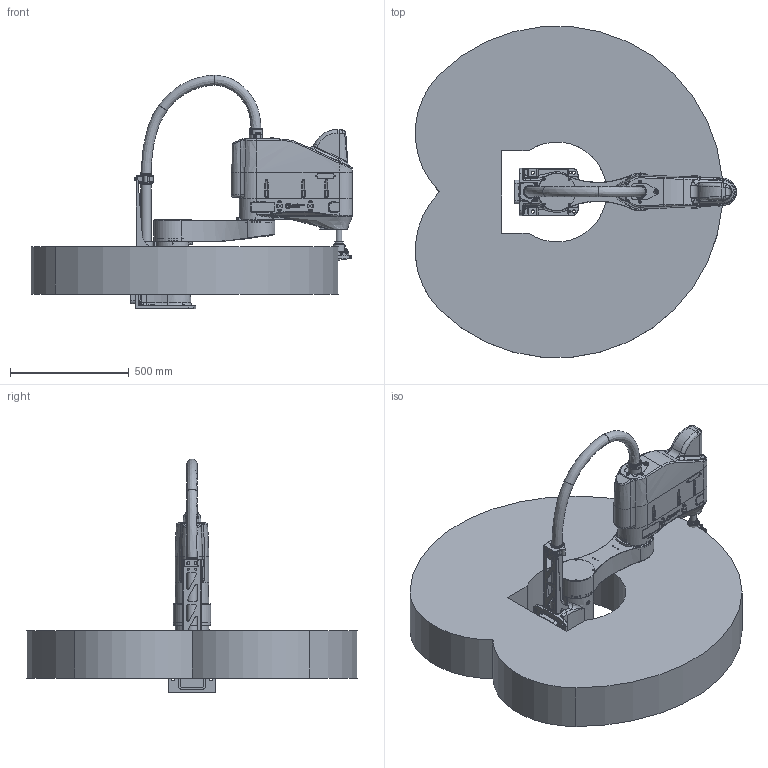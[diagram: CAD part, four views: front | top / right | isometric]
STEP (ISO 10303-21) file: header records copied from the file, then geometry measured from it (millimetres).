
FILE_DESCRIPTION(/* description */ ('Norm.iam Teamplte'),/* implementation_level */ '2;1');
FILE_NAME(/* name */ '3D-model_AT_00020-ATS_.stp',/* time_stamp */ '2024-03-12T14:26:31+01:00',/* author */ ('josha-tim.penalver'),/* organization */ (''),/* preprocessor_version */ 'ST-DEVELOPER v19.2',/* originating_system */ 'Autodesk Inventor 2023',/* authorisation */ '');
FILE_SCHEMA (('AUTOMOTIVE_DESIGN { 1 0 10303 214 3 1 1 }'));
Products named in the file (10): AT_00020-ATS_DUMMY sCara4-ATS-700-6kg; MT_WST00114855 Dummy Grundgestell; MT_WST00109347 Dummy Schwinge; MT_WST00109395 Dummy Arm; MT_WST00109288 Dummy Handachse; MT_WST00068449MT_WST; MT_WST00068450MT_WST; MT_WST00110968 Kabelbaum; MT_WST00110995 Halterung; MT_WST00109312 Arbeitsbereich
Assembly tree (11 placements, depth 2):
  AT_00020-ATS_DUMMY sCara4-ATS-700-6kg
    MT_WST00114855 Dummy Grundgestell
    MT_WST00109347 Dummy Schwinge
    MT_WST00109395 Dummy Arm
    MT_WST00109288 Dummy Handachse
    MT_WST00068449MT_WST  x2
    MT_WST00068450MT_WST  x2
    MT_WST00110968 Kabelbaum
    MT_WST00110995 Halterung
    MT_WST00109312 Arbeitsbereich
Bounding box: 1353.66 x 1394.67 x 985 mm (x, y, z)
Volume: 294853356.5 mm3; surface area: 5617125.9 mm2
Topology: 15 solids, 17 shells, 2687 faces, 6689 edges, 4225 vertices
Faces by surface type: plane 1070, cylinder 871, bspline 380, cone 223, torus 127, sphere 16
Full cylindrical faces by diameter (mm): 3 x1, 3.242 x50, 3.8 x1, 4 x13, 4.134 x14, 4.917 x10, 5 x1, 6 x11, 6.5 x4, 6.6 x2, 7 x4, 7.4 x4, 7.6 x14, 8 x2, 8.5 x16, 8.566 x4, 9 x6, 9.5 x8, 10 x12, 10.1 x2, 10.4 x2, 11 x8, 11.6 x5, 11.8 x8, 12 x2, 12.4 x8, 13 x8, 13.5 x8, 14 x1, 16 x1
Entity records: 103354 total; most frequent: CARTESIAN_POINT 39686, ORIENTED_EDGE 12882, DIRECTION 12485, EDGE_CURVE 6441, AXIS2_PLACEMENT_3D 4763, VERTEX_POINT 4122, EDGE_LOOP 3001, LINE 2959
